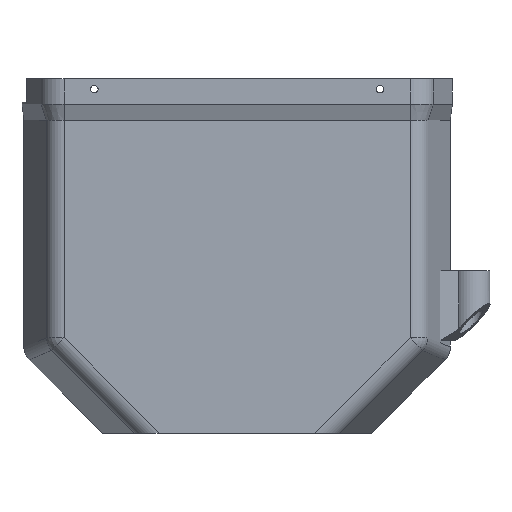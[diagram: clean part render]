
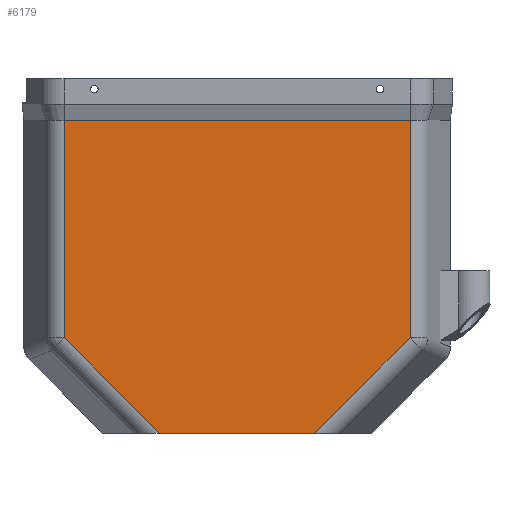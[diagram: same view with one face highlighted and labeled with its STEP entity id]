
A CAD part, front view. The second image highlights one B-rep face of the part: STEP entity #6179.
In plain terms, the highlighted planar face has unit normal (0, -1, 0).
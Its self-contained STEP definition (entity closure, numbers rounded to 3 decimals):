
#459 = PLANE('',#460);
#460 = AXIS2_PLACEMENT_3D('',#461,#462,#463);
#461 = CARTESIAN_POINT('',(0.,-14.827,-141.5));
#462 = DIRECTION('',(0.,0.,-1.));
#463 = DIRECTION('',(0.,-1.,0.));
#1869 = VERTEX_POINT('',#1870);
#1870 = CARTESIAN_POINT('',(33.092,-33.5,-141.5));
#1885 = CYLINDRICAL_SURFACE('',#1886,8.);
#1886 = AXIS2_PLACEMENT_3D('',#1887,#1888,#1889);
#1887 = CARTESIAN_POINT('',(75.528,-25.5,-99.064));
#1888 = DIRECTION('',(-0.707,0.,
    -0.707));
#1889 = DIRECTION('',(0.664,-0.342,-0.664));
#1903 = EDGE_CURVE('',#1904,#1869,#1906,.T.);
#1904 = VERTEX_POINT('',#1905);
#1905 = CARTESIAN_POINT('',(-33.092,-33.5,-141.5));
#1906 = SURFACE_CURVE('',#1907,(#1911,#1918),.PCURVE_S1.);
#1907 = LINE('',#1908,#1909);
#1908 = CARTESIAN_POINT('',(-58.,-33.5,-141.5));
#1909 = VECTOR('',#1910,1.);
#1910 = DIRECTION('',(1.,0.,0.));
#1911 = PCURVE('',#459,#1912);
#1912 = DEFINITIONAL_REPRESENTATION('',(#1913),#1917);
#1913 = LINE('',#1914,#1915);
#1914 = CARTESIAN_POINT('',(18.673,58.));
#1915 = VECTOR('',#1916,1.);
#1916 = DIRECTION('',(0.,-1.));
#1917 = ( GEOMETRIC_REPRESENTATION_CONTEXT(2) 
PARAMETRIC_REPRESENTATION_CONTEXT() REPRESENTATION_CONTEXT('2D SPACE',''
  ) );
#1918 = PCURVE('',#1919,#1924);
#1919 = PLANE('',#1920);
#1920 = AXIS2_PLACEMENT_3D('',#1921,#1922,#1923);
#1921 = CARTESIAN_POINT('',(0.,-33.5,-67.145));
#1922 = DIRECTION('',(0.,-1.,0.));
#1923 = DIRECTION('',(0.,0.,-1.));
#1924 = DEFINITIONAL_REPRESENTATION('',(#1925),#1929);
#1925 = LINE('',#1926,#1927);
#1926 = CARTESIAN_POINT('',(74.355,-58.));
#1927 = VECTOR('',#1928,1.);
#1928 = DIRECTION('',(0.,1.));
#1929 = ( GEOMETRIC_REPRESENTATION_CONTEXT(2) 
PARAMETRIC_REPRESENTATION_CONTEXT() REPRESENTATION_CONTEXT('2D SPACE',''
  ) );
#1952 = CYLINDRICAL_SURFACE('',#1953,8.);
#1953 = AXIS2_PLACEMENT_3D('',#1954,#1955,#1956);
#1954 = CARTESIAN_POINT('',(-75.528,-25.5,-99.064));
#1955 = DIRECTION('',(0.707,0.,-0.707
    ));
#1956 = DIRECTION('',(-0.664,-0.342,-0.664));
#6129 = VERTEX_POINT('',#6130);
#6130 = CARTESIAN_POINT('',(-73.887,-33.5,-100.705));
#6157 = EDGE_CURVE('',#6129,#1904,#6158,.T.);
#6158 = SURFACE_CURVE('',#6159,(#6163,#6170),.PCURVE_S1.);
#6159 = LINE('',#6160,#6161);
#6160 = CARTESIAN_POINT('',(-75.528,-33.5,-99.064));
#6161 = VECTOR('',#6162,1.);
#6162 = DIRECTION('',(0.707,0.,-0.707
    ));
#6163 = PCURVE('',#1952,#6164);
#6164 = DEFINITIONAL_REPRESENTATION('',(#6165),#6169);
#6165 = LINE('',#6166,#6167);
#6166 = CARTESIAN_POINT('',(-1.222,0.));
#6167 = VECTOR('',#6168,1.);
#6168 = DIRECTION('',(-0.,1.));
#6169 = ( GEOMETRIC_REPRESENTATION_CONTEXT(2) 
PARAMETRIC_REPRESENTATION_CONTEXT() REPRESENTATION_CONTEXT('2D SPACE',''
  ) );
#6170 = PCURVE('',#1919,#6171);
#6171 = DEFINITIONAL_REPRESENTATION('',(#6172),#6176);
#6172 = LINE('',#6173,#6174);
#6173 = CARTESIAN_POINT('',(31.919,-75.528));
#6174 = VECTOR('',#6175,1.);
#6175 = DIRECTION('',(0.707,0.707));
#6176 = ( GEOMETRIC_REPRESENTATION_CONTEXT(2) 
PARAMETRIC_REPRESENTATION_CONTEXT() REPRESENTATION_CONTEXT('2D SPACE',''
  ) );
#6179 = ADVANCED_FACE('',(#6180),#1919,.T.);
#6180 = FACE_BOUND('',#6181,.T.);
#6181 = EDGE_LOOP('',(#6182,#6212,#6238,#6239,#6240,#6263));
#6182 = ORIENTED_EDGE('',*,*,#6183,.F.);
#6183 = EDGE_CURVE('',#6184,#6186,#6188,.T.);
#6184 = VERTEX_POINT('',#6185);
#6185 = CARTESIAN_POINT('',(-73.887,-33.5,-7.869));
#6186 = VERTEX_POINT('',#6187);
#6187 = CARTESIAN_POINT('',(73.887,-33.5,-7.869));
#6188 = SURFACE_CURVE('',#6189,(#6193,#6200),.PCURVE_S1.);
#6189 = LINE('',#6190,#6191);
#6190 = CARTESIAN_POINT('',(0.,-33.5,-7.869));
#6191 = VECTOR('',#6192,1.);
#6192 = DIRECTION('',(1.,0.,0.));
#6193 = PCURVE('',#1919,#6194);
#6194 = DEFINITIONAL_REPRESENTATION('',(#6195),#6199);
#6195 = LINE('',#6196,#6197);
#6196 = CARTESIAN_POINT('',(-59.276,0.));
#6197 = VECTOR('',#6198,1.);
#6198 = DIRECTION('',(0.,1.));
#6199 = ( GEOMETRIC_REPRESENTATION_CONTEXT(2) 
PARAMETRIC_REPRESENTATION_CONTEXT() REPRESENTATION_CONTEXT('2D SPACE',''
  ) );
#6200 = PCURVE('',#6201,#6206);
#6201 = PLANE('',#6202);
#6202 = AXIS2_PLACEMENT_3D('',#6203,#6204,#6205);
#6203 = CARTESIAN_POINT('',(0.,-34.75,-4.434));
#6204 = DIRECTION('',(0.,-0.94,
    -0.342));
#6205 = DIRECTION('',(0.,0.342,-0.94));
#6206 = DEFINITIONAL_REPRESENTATION('',(#6207),#6211);
#6207 = LINE('',#6208,#6209);
#6208 = CARTESIAN_POINT('',(3.655,0.));
#6209 = VECTOR('',#6210,1.);
#6210 = DIRECTION('',(0.,1.));
#6211 = ( GEOMETRIC_REPRESENTATION_CONTEXT(2) 
PARAMETRIC_REPRESENTATION_CONTEXT() REPRESENTATION_CONTEXT('2D SPACE',''
  ) );
#6212 = ORIENTED_EDGE('',*,*,#6213,.T.);
#6213 = EDGE_CURVE('',#6184,#6129,#6214,.T.);
#6214 = SURFACE_CURVE('',#6215,(#6219,#6226),.PCURVE_S1.);
#6215 = LINE('',#6216,#6217);
#6216 = CARTESIAN_POINT('',(-73.887,-33.5,0.));
#6217 = VECTOR('',#6218,1.);
#6218 = DIRECTION('',(0.,0.,-1.));
#6219 = PCURVE('',#1919,#6220);
#6220 = DEFINITIONAL_REPRESENTATION('',(#6221),#6225);
#6221 = LINE('',#6222,#6223);
#6222 = CARTESIAN_POINT('',(-67.145,-73.887));
#6223 = VECTOR('',#6224,1.);
#6224 = DIRECTION('',(1.,0.));
#6225 = ( GEOMETRIC_REPRESENTATION_CONTEXT(2) 
PARAMETRIC_REPRESENTATION_CONTEXT() REPRESENTATION_CONTEXT('2D SPACE',''
  ) );
#6226 = PCURVE('',#6227,#6232);
#6227 = CYLINDRICAL_SURFACE('',#6228,8.);
#6228 = AXIS2_PLACEMENT_3D('',#6229,#6230,#6231);
#6229 = CARTESIAN_POINT('',(-73.887,-25.5,0.));
#6230 = DIRECTION('',(0.,0.,-1.));
#6231 = DIRECTION('',(-0.94,-0.342,0.
    ));
#6232 = DEFINITIONAL_REPRESENTATION('',(#6233),#6237);
#6233 = LINE('',#6234,#6235);
#6234 = CARTESIAN_POINT('',(-1.222,0.));
#6235 = VECTOR('',#6236,1.);
#6236 = DIRECTION('',(-0.,1.));
#6237 = ( GEOMETRIC_REPRESENTATION_CONTEXT(2) 
PARAMETRIC_REPRESENTATION_CONTEXT() REPRESENTATION_CONTEXT('2D SPACE',''
  ) );
#6238 = ORIENTED_EDGE('',*,*,#6157,.T.);
#6239 = ORIENTED_EDGE('',*,*,#1903,.T.);
#6240 = ORIENTED_EDGE('',*,*,#6241,.F.);
#6241 = EDGE_CURVE('',#6242,#1869,#6244,.T.);
#6242 = VERTEX_POINT('',#6243);
#6243 = CARTESIAN_POINT('',(73.887,-33.5,-100.705));
#6244 = SURFACE_CURVE('',#6245,(#6249,#6256),.PCURVE_S1.);
#6245 = LINE('',#6246,#6247);
#6246 = CARTESIAN_POINT('',(75.528,-33.5,-99.064));
#6247 = VECTOR('',#6248,1.);
#6248 = DIRECTION('',(-0.707,0.,
    -0.707));
#6249 = PCURVE('',#1919,#6250);
#6250 = DEFINITIONAL_REPRESENTATION('',(#6251),#6255);
#6251 = LINE('',#6252,#6253);
#6252 = CARTESIAN_POINT('',(31.919,75.528));
#6253 = VECTOR('',#6254,1.);
#6254 = DIRECTION('',(0.707,-0.707));
#6255 = ( GEOMETRIC_REPRESENTATION_CONTEXT(2) 
PARAMETRIC_REPRESENTATION_CONTEXT() REPRESENTATION_CONTEXT('2D SPACE',''
  ) );
#6256 = PCURVE('',#1885,#6257);
#6257 = DEFINITIONAL_REPRESENTATION('',(#6258),#6262);
#6258 = LINE('',#6259,#6260);
#6259 = CARTESIAN_POINT('',(1.222,0.));
#6260 = VECTOR('',#6261,1.);
#6261 = DIRECTION('',(0.,1.));
#6262 = ( GEOMETRIC_REPRESENTATION_CONTEXT(2) 
PARAMETRIC_REPRESENTATION_CONTEXT() REPRESENTATION_CONTEXT('2D SPACE',''
  ) );
#6263 = ORIENTED_EDGE('',*,*,#6264,.F.);
#6264 = EDGE_CURVE('',#6186,#6242,#6265,.T.);
#6265 = SURFACE_CURVE('',#6266,(#6270,#6277),.PCURVE_S1.);
#6266 = LINE('',#6267,#6268);
#6267 = CARTESIAN_POINT('',(73.887,-33.5,0.));
#6268 = VECTOR('',#6269,1.);
#6269 = DIRECTION('',(0.,0.,-1.));
#6270 = PCURVE('',#1919,#6271);
#6271 = DEFINITIONAL_REPRESENTATION('',(#6272),#6276);
#6272 = LINE('',#6273,#6274);
#6273 = CARTESIAN_POINT('',(-67.145,73.887));
#6274 = VECTOR('',#6275,1.);
#6275 = DIRECTION('',(1.,0.));
#6276 = ( GEOMETRIC_REPRESENTATION_CONTEXT(2) 
PARAMETRIC_REPRESENTATION_CONTEXT() REPRESENTATION_CONTEXT('2D SPACE',''
  ) );
#6277 = PCURVE('',#6278,#6283);
#6278 = CYLINDRICAL_SURFACE('',#6279,8.);
#6279 = AXIS2_PLACEMENT_3D('',#6280,#6281,#6282);
#6280 = CARTESIAN_POINT('',(73.887,-25.5,0.));
#6281 = DIRECTION('',(0.,0.,-1.));
#6282 = DIRECTION('',(0.94,-0.342,0.)
  );
#6283 = DEFINITIONAL_REPRESENTATION('',(#6284),#6288);
#6284 = LINE('',#6285,#6286);
#6285 = CARTESIAN_POINT('',(1.222,0.));
#6286 = VECTOR('',#6287,1.);
#6287 = DIRECTION('',(0.,1.));
#6288 = ( GEOMETRIC_REPRESENTATION_CONTEXT(2) 
PARAMETRIC_REPRESENTATION_CONTEXT() REPRESENTATION_CONTEXT('2D SPACE',''
  ) );
